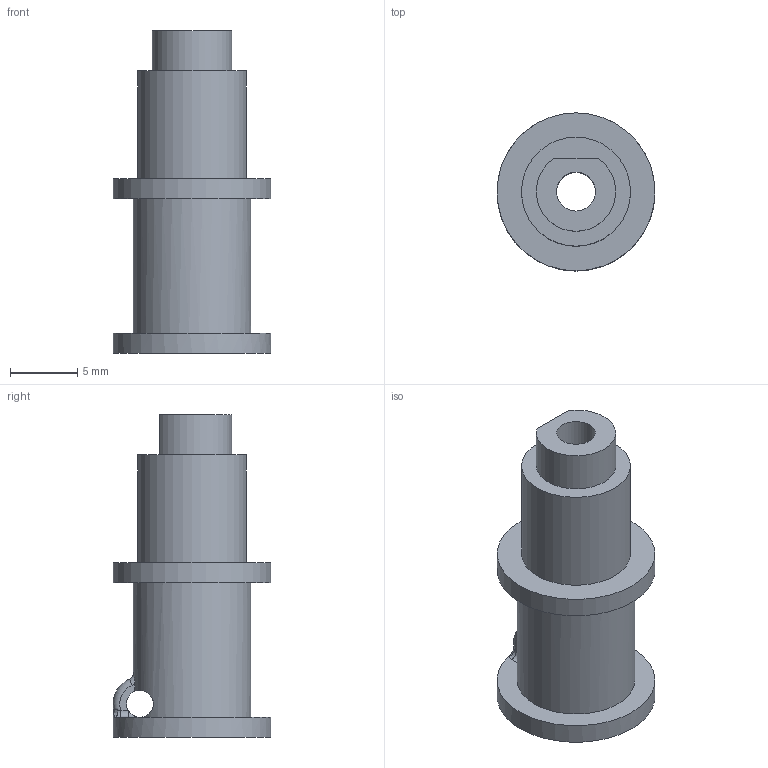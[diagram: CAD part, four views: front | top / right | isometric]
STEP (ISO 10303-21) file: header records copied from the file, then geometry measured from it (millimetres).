
FILE_DESCRIPTION(/* description */ (''),/* implementation_level */ '2;1');
FILE_NAME(/* name */ 'CRAv1B-CapstanSingle.stp',/* time_stamp */ '2024-07-30T16:32:59+01:00',/* author */ ('thiba'),/* organization */ (''),/* preprocessor_version */ 'ST-DEVELOPER v20',/* originating_system */ 'Autodesk Inventor 2025',/* authorisation */ '');
FILE_SCHEMA (('AUTOMOTIVE_DESIGN { 1 0 10303 214 3 1 1 }'));
Length unit declared in the file: millimetre
Products named in the file (1): CRAv1B-CapstanSingle
Bounding box: 11.74 x 11.74 x 24 mm (x, y, z)
Volume: 1196.3 mm3; surface area: 1214.6 mm2
Topology: 1 solids, 1 shells, 38 faces, 88 edges, 52 vertices
Faces by surface type: cylinder 14, plane 11, bspline 9, sphere 2, torus 2
Full cylindrical faces by diameter (mm): 2 x1, 2.9 x1, 8.1 x1, 8.741 x1, 11.741 x2
Entity records: 1417 total; most frequent: CARTESIAN_POINT 566, ORIENTED_EDGE 172, DIRECTION 155, EDGE_CURVE 86, AXIS2_PLACEMENT_3D 66, VERTEX_POINT 52, EDGE_LOOP 44, FACE_OUTER_BOUND 38
